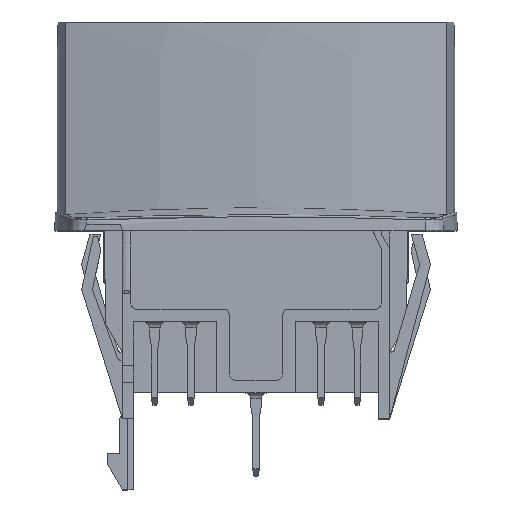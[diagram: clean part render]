
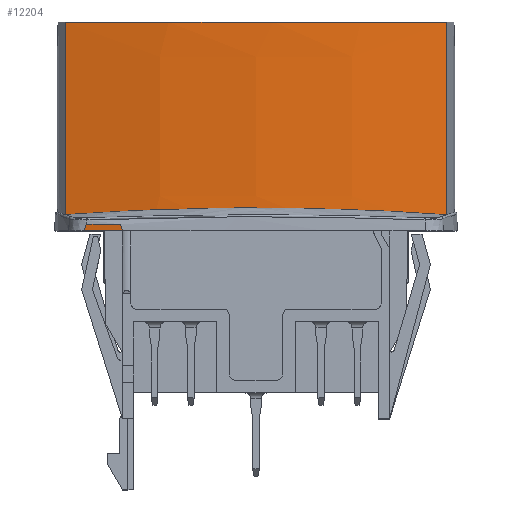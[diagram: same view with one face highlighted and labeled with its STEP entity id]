
A CAD part, top view. The second image highlights one B-rep face of the part: STEP entity #12204.
In plain terms, the highlighted face is a extrusion surface.
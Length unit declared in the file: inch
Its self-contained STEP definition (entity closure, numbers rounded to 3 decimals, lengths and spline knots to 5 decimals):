
#12093=CARTESIAN_POINT('',(0.91405,0.,0.30416));
#12094=CARTESIAN_POINT('',(0.76468,0.,0.33922));
#12095=CARTESIAN_POINT('',(0.46125,0.,0.39225));
#12096=CARTESIAN_POINT('',(0.,0.,0.41889));
#12097=CARTESIAN_POINT('',(-0.46125,0.,0.39225));
#12098=CARTESIAN_POINT('',(-0.76468,0.,0.33922));
#12099=CARTESIAN_POINT('',(-0.91405,0.,0.30416));
#12101=CARTESIAN_POINT('',(-0.91405,1.,0.30416));
#12102=CARTESIAN_POINT('',(-0.76468,1.,0.33922));
#12103=CARTESIAN_POINT('',(-0.46125,1.,0.39225));
#12104=CARTESIAN_POINT('',(0.,1.,0.41889));
#12105=CARTESIAN_POINT('',(0.46125,1.,0.39225));
#12106=CARTESIAN_POINT('',(0.76468,1.,0.33922));
#12107=CARTESIAN_POINT('',(0.91405,1.,0.30416));
#12109=DIRECTION('',(0.,1.,0.));
#12110=VECTOR('',#12109,1.);
#12111=CARTESIAN_POINT('',(0.91405,0.,0.30416));
#12112=LINE('',#12111,#12110);
#12129=DIRECTION('',(0.,1.,0.));
#12130=VECTOR('',#12129,1.);
#12131=CARTESIAN_POINT('',(-0.91405,0.,0.30416));
#12132=LINE('',#12131,#12130);
#12159=CARTESIAN_POINT('',(0.91405,0.,0.30416));
#12161=CARTESIAN_POINT('',(0.91405,1.,0.30416));
#12175=VERTEX_POINT('',#12159);
#12176=VERTEX_POINT('',#12099);
#12179=VERTEX_POINT('',#12161);
#12180=VERTEX_POINT('',#12101);
#12181=CARTESIAN_POINT('',(0.932,0.,0.29991));
#12182=CARTESIAN_POINT('',(0.92602,0.,0.30134));
#12183=CARTESIAN_POINT('',(0.77075,0.,0.33816));
#12184=CARTESIAN_POINT('',(0.46125,0.,0.39225));
#12185=CARTESIAN_POINT('',(0.,0.,0.41889));
#12186=CARTESIAN_POINT('',(-0.46125,0.,0.39225));
#12187=CARTESIAN_POINT('',(-0.77075,0.,0.33816));
#12188=CARTESIAN_POINT('',(-0.92602,0.,0.30134));
#12189=CARTESIAN_POINT('',(-0.932,0.,0.29991));
#12191=DIRECTION('',(0.,-1.,0.));
#12192=VECTOR('',#12191,1.);
#12193=SURFACE_OF_LINEAR_EXTRUSION('',#12190,#12192);
#12195=ORIENTED_EDGE('',*,*,#12194,.T.);
#12197=ORIENTED_EDGE('',*,*,#12196,.T.);
#12199=ORIENTED_EDGE('',*,*,#12198,.T.);
#12201=ORIENTED_EDGE('',*,*,#12200,.F.);
#12202=EDGE_LOOP('',(#12195,#12197,#12199,#12201));
#12203=FACE_OUTER_BOUND('',#12202,.F.);
#12100=B_SPLINE_CURVE_WITH_KNOTS('',3,(#12093,#12094,#12095,#12096,#12097,
#12098,#12099),.UNSPECIFIED.,.F.,.F.,(4,1,1,1,4),(0.,0.2497,
0.5,0.7503,1.),.UNSPECIFIED.);
#12108=B_SPLINE_CURVE_WITH_KNOTS('',3,(#12101,#12102,#12103,#12104,#12105,
#12106,#12107),.UNSPECIFIED.,.F.,.F.,(4,1,1,1,4),(0.,0.2497,
0.5,0.7503,1.),.UNSPECIFIED.);
#12190=B_SPLINE_CURVE_WITH_KNOTS('',3,(#12181,#12182,#12183,#12184,#12185,
#12186,#12187,#12188,#12189),.UNSPECIFIED.,.F.,.F.,(4,1,1,1,1,1,4),(0.,
0.00981,0.25461,0.5,0.74539,
0.99019,1.),.UNSPECIFIED.);
#12194=EDGE_CURVE('',#12175,#12176,#12100,.T.);
#12196=EDGE_CURVE('',#12176,#12180,#12132,.T.);
#12198=EDGE_CURVE('',#12180,#12179,#12108,.T.);
#12200=EDGE_CURVE('',#12175,#12179,#12112,.T.);
#12204=ADVANCED_FACE('',(#12203),#12193,.T.);
